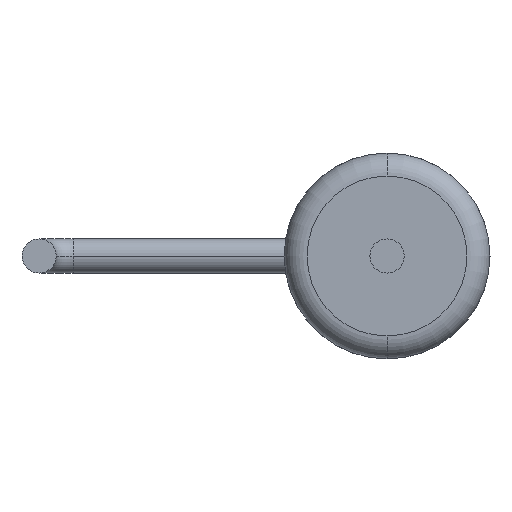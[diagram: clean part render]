
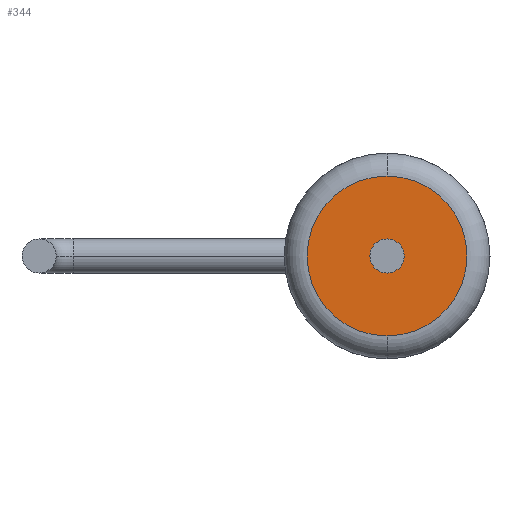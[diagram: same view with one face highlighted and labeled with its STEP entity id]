
A CAD part, front view. The second image highlights one B-rep face of the part: STEP entity #344.
In plain terms, the highlighted planar face has unit normal (0, -1, 0).
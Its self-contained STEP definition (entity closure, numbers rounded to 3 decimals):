
#16 = DIRECTION ( 'NONE',  ( 0., -1., 0. ) ) ;
#49 = DIRECTION ( 'NONE',  ( 0., 0., -1. ) ) ;
#50 = AXIS2_PLACEMENT_3D ( 'NONE', #391, #400, #49 ) ;
#76 = CIRCLE ( 'NONE', #529, 1.75 ) ;
#83 = AXIS2_PLACEMENT_3D ( 'NONE', #725, #16, #460 ) ;
#125 = CARTESIAN_POINT ( 'NONE',  ( 0., 0.5, 1.75 ) ) ;
#204 = DIRECTION ( 'NONE',  ( 0., -1., 0. ) ) ;
#205 = EDGE_CURVE ( 'NONE', #989, #758, #1004, .T. ) ;
#227 = CARTESIAN_POINT ( 'NONE',  ( 0., 0.5, 0. ) ) ;
#256 = EDGE_CURVE ( 'NONE', #758, #989, #630, .T. ) ;
#304 = DIRECTION ( 'NONE',  ( 0., 0., -1. ) ) ;
#334 = DIRECTION ( 'NONE',  ( 0., 0., -1. ) ) ;
#344 = ADVANCED_FACE ( 'NONE', ( #614, #1120 ), #377, .T. ) ;
#359 = AXIS2_PLACEMENT_3D ( 'NONE', #227, #581, #334 ) ;
#377 = PLANE ( 'NONE',  #83 ) ;
#391 = CARTESIAN_POINT ( 'NONE',  ( 0., 0.5, 0. ) ) ;
#400 = DIRECTION ( 'NONE',  ( 0., -1., 0. ) ) ;
#446 = ORIENTED_EDGE ( 'NONE', *, *, #205, .F. ) ;
#460 = DIRECTION ( 'NONE',  ( 0., 0., -1. ) ) ;
#529 = AXIS2_PLACEMENT_3D ( 'NONE', #811, #547, #304 ) ;
#547 = DIRECTION ( 'NONE',  ( 0., -1., 0. ) ) ;
#573 = EDGE_CURVE ( 'NONE', #652, #875, #76, .T. ) ;
#581 = DIRECTION ( 'NONE',  ( 0., -1., 0. ) ) ;
#614 = FACE_BOUND ( 'NONE', #861, .T. ) ;
#630 = CIRCLE ( 'NONE', #50, 0.375 ) ;
#652 = VERTEX_POINT ( 'NONE', #125 ) ;
#664 = EDGE_LOOP ( 'NONE', ( #1078, #1124 ) ) ;
#710 = AXIS2_PLACEMENT_3D ( 'NONE', #1099, #204, #1094 ) ;
#725 = CARTESIAN_POINT ( 'NONE',  ( 1.75, 0.5, 0. ) ) ;
#740 = EDGE_CURVE ( 'NONE', #875, #652, #789, .T. ) ;
#758 = VERTEX_POINT ( 'NONE', #1022 ) ;
#788 = CARTESIAN_POINT ( 'NONE',  ( 0., 0.5, 0.375 ) ) ;
#789 = CIRCLE ( 'NONE', #359, 1.75 ) ;
#811 = CARTESIAN_POINT ( 'NONE',  ( 0., 0.5, 0. ) ) ;
#861 = EDGE_LOOP ( 'NONE', ( #1020, #446 ) ) ;
#875 = VERTEX_POINT ( 'NONE', #1026 ) ;
#989 = VERTEX_POINT ( 'NONE', #788 ) ;
#1004 = CIRCLE ( 'NONE', #710, 0.375 ) ;
#1020 = ORIENTED_EDGE ( 'NONE', *, *, #256, .F. ) ;
#1022 = CARTESIAN_POINT ( 'NONE',  ( 0., 0.5, -0.375 ) ) ;
#1026 = CARTESIAN_POINT ( 'NONE',  ( 0., 0.5, -1.75 ) ) ;
#1078 = ORIENTED_EDGE ( 'NONE', *, *, #740, .T. ) ;
#1094 = DIRECTION ( 'NONE',  ( 0., 0., -1. ) ) ;
#1099 = CARTESIAN_POINT ( 'NONE',  ( 0., 0.5, 0. ) ) ;
#1120 = FACE_OUTER_BOUND ( 'NONE', #664, .T. ) ;
#1124 = ORIENTED_EDGE ( 'NONE', *, *, #573, .T. ) ;
